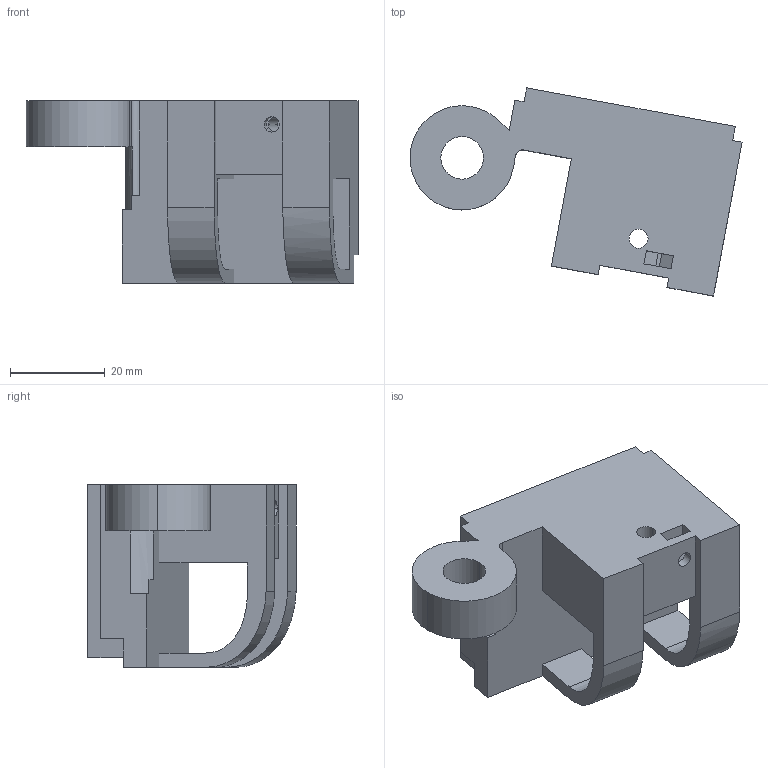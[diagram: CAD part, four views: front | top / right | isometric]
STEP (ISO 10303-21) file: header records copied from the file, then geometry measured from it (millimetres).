
FILE_DESCRIPTION (( 'STEP AP203' ), '1' );
FILE_NAME ('eye-back-left.STEP', '2019-10-13T11:40:05', ( '' ), ( '' ), 'SwSTEP 2.0', 'SolidWorks 2013', '' );
FILE_SCHEMA (( 'CONFIG_CONTROL_DESIGN' ));
Length unit declared in the file: millimetre
Products named in the file (1): eye-back-left
Bounding box: 70.03 x 43.92 x 38.5 mm (x, y, z)
Volume: 40311 mm3; surface area: 12160.9 mm2
Topology: 1 solids, 1 shells, 58 faces, 170 edges, 113 vertices
Faces by surface type: plane 42, cylinder 12, bspline 4
Entity records: 2049 total; most frequent: CARTESIAN_POINT 410, ORIENTED_EDGE 340, DIRECTION 298, EDGE_CURVE 170, LINE 136, VECTOR 136, VERTEX_POINT 113, AXIS2_PLACEMENT_3D 81
